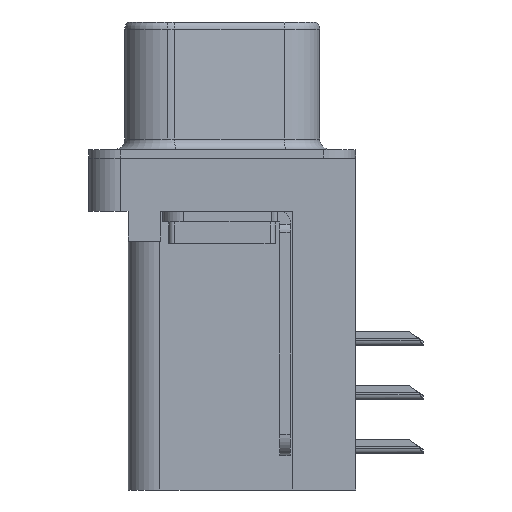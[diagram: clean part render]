
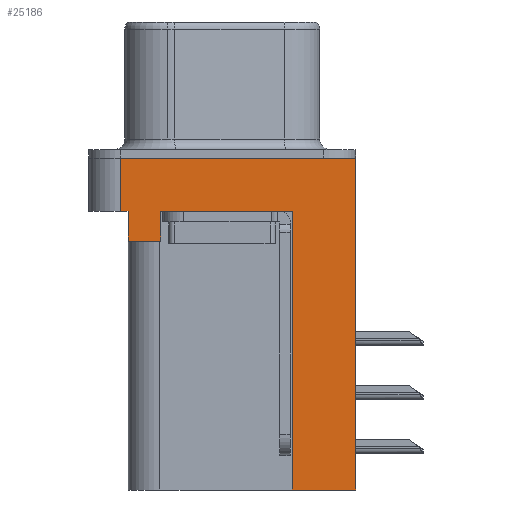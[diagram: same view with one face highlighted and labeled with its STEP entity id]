
A CAD part, left-side view. The second image highlights one B-rep face of the part: STEP entity #25186.
In plain terms, the highlighted planar face has unit normal (-1, 0, 0).
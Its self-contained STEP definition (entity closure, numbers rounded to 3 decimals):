
#2 = LINE ( 'NONE', #18398, #13475 ) ;
#676 = CARTESIAN_POINT ( 'NONE',  ( -3., -6.275, 0. ) ) ;
#726 = CARTESIAN_POINT ( 'NONE',  ( -3., 4.775, 0. ) ) ;
#1312 = ORIENTED_EDGE ( 'NONE', *, *, #22799, .T. ) ;
#1357 = FACE_OUTER_BOUND ( 'NONE', #13720, .T. ) ;
#1464 = CARTESIAN_POINT ( 'NONE',  ( -3., 2.895, -3.9 ) ) ;
#2143 = CARTESIAN_POINT ( 'NONE',  ( -3., 4.425, -3.9 ) ) ;
#2272 = VERTEX_POINT ( 'NONE', #1464 ) ;
#2280 = VERTEX_POINT ( 'NONE', #24212 ) ;
#2474 = VECTOR ( 'NONE', #3782, 1000. ) ;
#2523 = VECTOR ( 'NONE', #19723, 1000. ) ;
#2603 = CARTESIAN_POINT ( 'NONE',  ( -3., -3.295, -2.5 ) ) ;
#2743 = VECTOR ( 'NONE', #5088, 1000. ) ;
#3430 = CARTESIAN_POINT ( 'NONE',  ( -3., 4.775, -2.5 ) ) ;
#3782 = DIRECTION ( 'NONE',  ( 0., 0., 1. ) ) ;
#4013 = CARTESIAN_POINT ( 'NONE',  ( -3., -6.275, -2.5 ) ) ;
#4027 = VECTOR ( 'NONE', #8622, 1000. ) ;
#4162 = EDGE_CURVE ( 'NONE', #7858, #17740, #23496, .T. ) ;
#4942 = CARTESIAN_POINT ( 'NONE',  ( -3., -3.295, -15.6 ) ) ;
#5088 = DIRECTION ( 'NONE',  ( 0., 0., 1. ) ) ;
#5867 = ORIENTED_EDGE ( 'NONE', *, *, #14169, .T. ) ;
#6581 = VERTEX_POINT ( 'NONE', #726 ) ;
#6684 = ORIENTED_EDGE ( 'NONE', *, *, #4162, .F. ) ;
#6749 = ORIENTED_EDGE ( 'NONE', *, *, #7445, .T. ) ;
#7445 = EDGE_CURVE ( 'NONE', #2272, #27252, #8567, .T. ) ;
#7594 = EDGE_CURVE ( 'NONE', #11690, #7858, #2, .T. ) ;
#7665 = ORIENTED_EDGE ( 'NONE', *, *, #9775, .F. ) ;
#7768 = PLANE ( 'NONE',  #9673 ) ;
#7858 = VERTEX_POINT ( 'NONE', #14496 ) ;
#8066 = LINE ( 'NONE', #15249, #2523 ) ;
#8087 = DIRECTION ( 'NONE',  ( -1., 0., 0. ) ) ;
#8169 = DIRECTION ( 'NONE',  ( 0., -1., 0. ) ) ;
#8567 = LINE ( 'NONE', #15731, #2474 ) ;
#8622 = DIRECTION ( 'NONE',  ( 0., -1., 0. ) ) ;
#9084 = VERTEX_POINT ( 'NONE', #2143 ) ;
#9272 = DIRECTION ( 'NONE',  ( 0., 1., 0. ) ) ;
#9673 = AXIS2_PLACEMENT_3D ( 'NONE', #19452, #8087, #14504 ) ;
#9775 = EDGE_CURVE ( 'NONE', #14724, #6581, #8066, .T. ) ;
#9794 = DIRECTION ( 'NONE',  ( 0., 0., 1. ) ) ;
#10740 = LINE ( 'NONE', #4013, #20335 ) ;
#11690 = VERTEX_POINT ( 'NONE', #13226 ) ;
#12140 = VECTOR ( 'NONE', #27891, 1000. ) ;
#12381 = ORIENTED_EDGE ( 'NONE', *, *, #29572, .F. ) ;
#12505 = CARTESIAN_POINT ( 'NONE',  ( -3., -6.275, 0. ) ) ;
#12817 = CARTESIAN_POINT ( 'NONE',  ( -3., -6.275, -2.5 ) ) ;
#13226 = CARTESIAN_POINT ( 'NONE',  ( -3., -6.275, -15.6 ) ) ;
#13421 = DIRECTION ( 'NONE',  ( 0., 1., 0. ) ) ;
#13475 = VECTOR ( 'NONE', #9272, 1000. ) ;
#13720 = EDGE_LOOP ( 'NONE', ( #24732, #7665, #21454, #26040, #12381, #6749, #5867, #6684, #28562, #1312 ) ) ;
#14169 = EDGE_CURVE ( 'NONE', #27252, #17740, #18750, .T. ) ;
#14435 = LINE ( 'NONE', #21037, #20371 ) ;
#14496 = CARTESIAN_POINT ( 'NONE',  ( -3., -3.295, -15.6 ) ) ;
#14504 = DIRECTION ( 'NONE',  ( 0., 0., 1. ) ) ;
#14724 = VERTEX_POINT ( 'NONE', #3430 ) ;
#15249 = CARTESIAN_POINT ( 'NONE',  ( -3., 4.775, -2.5 ) ) ;
#15731 = CARTESIAN_POINT ( 'NONE',  ( -3., 2.895, -3.9 ) ) ;
#16362 = CARTESIAN_POINT ( 'NONE',  ( -3., -6.275, -2.5 ) ) ;
#17349 = VERTEX_POINT ( 'NONE', #676 ) ;
#17740 = VERTEX_POINT ( 'NONE', #2603 ) ;
#18398 = CARTESIAN_POINT ( 'NONE',  ( -3., -3.295, -15.6 ) ) ;
#18750 = LINE ( 'NONE', #16362, #12140 ) ;
#19385 = LINE ( 'NONE', #12505, #23166 ) ;
#19452 = CARTESIAN_POINT ( 'NONE',  ( -3., -6.275, -2.5 ) ) ;
#19723 = DIRECTION ( 'NONE',  ( 0., 0., 1. ) ) ;
#20335 = VECTOR ( 'NONE', #26609, 1000. ) ;
#20371 = VECTOR ( 'NONE', #9794, 1000. ) ;
#21037 = CARTESIAN_POINT ( 'NONE',  ( -3., 4.425, -3.9 ) ) ;
#21454 = ORIENTED_EDGE ( 'NONE', *, *, #23124, .T. ) ;
#21974 = EDGE_CURVE ( 'NONE', #9084, #2280, #14435, .T. ) ;
#22532 = LINE ( 'NONE', #12817, #4027 ) ;
#22799 = EDGE_CURVE ( 'NONE', #11690, #17349, #10740, .T. ) ;
#23124 = EDGE_CURVE ( 'NONE', #14724, #2280, #22532, .T. ) ;
#23166 = VECTOR ( 'NONE', #8169, 1000. ) ;
#23496 = LINE ( 'NONE', #4942, #2743 ) ;
#24212 = CARTESIAN_POINT ( 'NONE',  ( -3., 4.425, -2.5 ) ) ;
#24320 = EDGE_CURVE ( 'NONE', #6581, #17349, #19385, .T. ) ;
#24506 = LINE ( 'NONE', #29437, #27057 ) ;
#24732 = ORIENTED_EDGE ( 'NONE', *, *, #24320, .F. ) ;
#25186 = ADVANCED_FACE ( 'NONE', ( #1357 ), #7768, .T. ) ;
#26040 = ORIENTED_EDGE ( 'NONE', *, *, #21974, .F. ) ;
#26299 = CARTESIAN_POINT ( 'NONE',  ( -3., 2.895, -2.5 ) ) ;
#26609 = DIRECTION ( 'NONE',  ( 0., 0., 1. ) ) ;
#27057 = VECTOR ( 'NONE', #13421, 1000. ) ;
#27252 = VERTEX_POINT ( 'NONE', #26299 ) ;
#27891 = DIRECTION ( 'NONE',  ( 0., -1., 0. ) ) ;
#28562 = ORIENTED_EDGE ( 'NONE', *, *, #7594, .F. ) ;
#29437 = CARTESIAN_POINT ( 'NONE',  ( -3., 4.425, -3.9 ) ) ;
#29572 = EDGE_CURVE ( 'NONE', #2272, #9084, #24506, .T. ) ;
